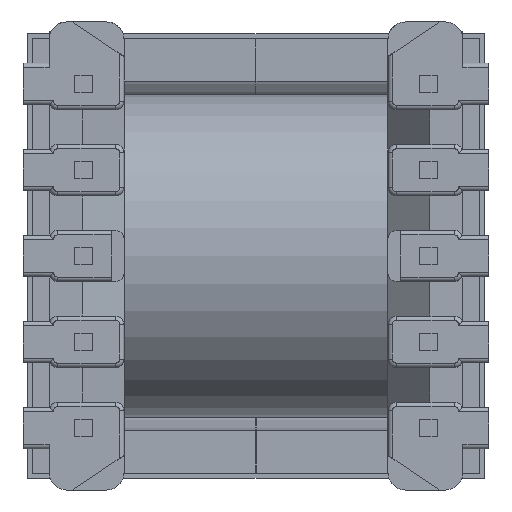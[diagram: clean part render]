
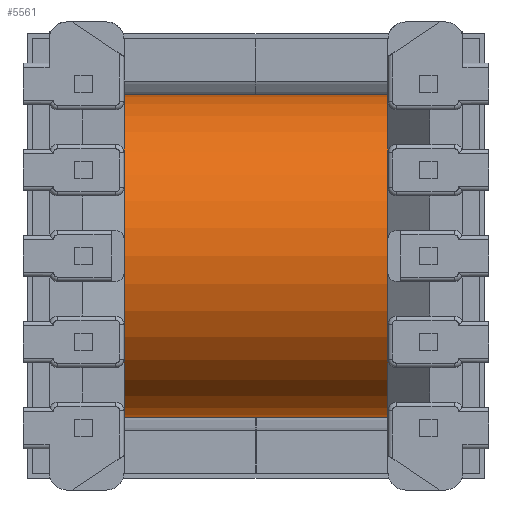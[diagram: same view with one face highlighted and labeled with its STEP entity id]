
A CAD part, front view. The second image highlights one B-rep face of the part: STEP entity #5561.
In plain terms, the highlighted cylindrical face has radius 4.765 mm (diameter 9.53 mm), a partial arc.
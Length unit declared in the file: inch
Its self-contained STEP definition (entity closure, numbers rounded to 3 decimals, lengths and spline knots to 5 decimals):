
#104 = DIRECTION ( 'NONE',  ( 0., 0., 1. ) ) ;
#624 = EDGE_CURVE ( 'NONE', #3908, #1010, #5398, .T. ) ;
#630 = CARTESIAN_POINT ( 'NONE',  ( 0., 0., -0.30591 ) ) ;
#1010 = VERTEX_POINT ( 'NONE', #9858 ) ;
#1445 = AXIS2_PLACEMENT_3D ( 'NONE', #6689, #3025, #11414 ) ;
#1958 = CARTESIAN_POINT ( 'NONE',  ( 0.1876, 0., -0.30591 ) ) ;
#2713 = CARTESIAN_POINT ( 'NONE',  ( -0.1876, 0., -0.30591 ) ) ;
#2723 = DIRECTION ( 'NONE',  ( 0., 0., 1. ) ) ;
#2765 = DIRECTION ( 'NONE',  ( 1., 0., 0. ) ) ;
#2781 = ORIENTED_EDGE ( 'NONE', *, *, #4523, .F. ) ;
#2805 = EDGE_CURVE ( 'NONE', #11172, #1010, #4988, .T. ) ;
#3025 = DIRECTION ( 'NONE',  ( 0., 0., 1. ) ) ;
#3908 = VERTEX_POINT ( 'NONE', #5166 ) ;
#3934 = EDGE_LOOP ( 'NONE', ( #2781, #7049, #11655, #6521 ) ) ;
#3992 = DIRECTION ( 'NONE',  ( 0., 0., 1. ) ) ;
#4077 = DIRECTION ( 'NONE',  ( 1., 0., 0. ) ) ;
#4462 = CARTESIAN_POINT ( 'NONE',  ( -0.1876, 0., -0.30591 ) ) ;
#4523 = EDGE_CURVE ( 'NONE', #8567, #3908, #11357, .T. ) ;
#4622 = EDGE_CURVE ( 'NONE', #8567, #11172, #5141, .T. ) ;
#4988 = LINE ( 'NONE', #1958, #6921 ) ;
#5043 = AXIS2_PLACEMENT_3D ( 'NONE', #630, #2723, #2765 ) ;
#5141 = CIRCLE ( 'NONE', #5043, 0.1876 ) ;
#5166 = CARTESIAN_POINT ( 'NONE',  ( -0.1876, 0., 0. ) ) ;
#5398 = CIRCLE ( 'NONE', #1445, 0.1876 ) ;
#5561 = ADVANCED_FACE ( 'NONE', ( #7103 ), #7706, .T. ) ;
#5919 = CARTESIAN_POINT ( 'NONE',  ( 0., 0., -0.30591 ) ) ;
#6320 = VECTOR ( 'NONE', #6399, 39.37008 ) ;
#6399 = DIRECTION ( 'NONE',  ( 0., 0., 1. ) ) ;
#6521 = ORIENTED_EDGE ( 'NONE', *, *, #624, .F. ) ;
#6689 = CARTESIAN_POINT ( 'NONE',  ( 0., 0., 0. ) ) ;
#6921 = VECTOR ( 'NONE', #104, 39.37008 ) ;
#7049 = ORIENTED_EDGE ( 'NONE', *, *, #4622, .T. ) ;
#7103 = FACE_OUTER_BOUND ( 'NONE', #3934, .T. ) ;
#7433 = CARTESIAN_POINT ( 'NONE',  ( 0.1876, 0., -0.30591 ) ) ;
#7706 = CYLINDRICAL_SURFACE ( 'NONE', #9175, 0.1876 ) ;
#8567 = VERTEX_POINT ( 'NONE', #2713 ) ;
#9175 = AXIS2_PLACEMENT_3D ( 'NONE', #5919, #3992, #4077 ) ;
#9858 = CARTESIAN_POINT ( 'NONE',  ( 0.1876, 0., 0. ) ) ;
#11172 = VERTEX_POINT ( 'NONE', #7433 ) ;
#11357 = LINE ( 'NONE', #4462, #6320 ) ;
#11414 = DIRECTION ( 'NONE',  ( 1., 0., 0. ) ) ;
#11655 = ORIENTED_EDGE ( 'NONE', *, *, #2805, .T. ) ;
